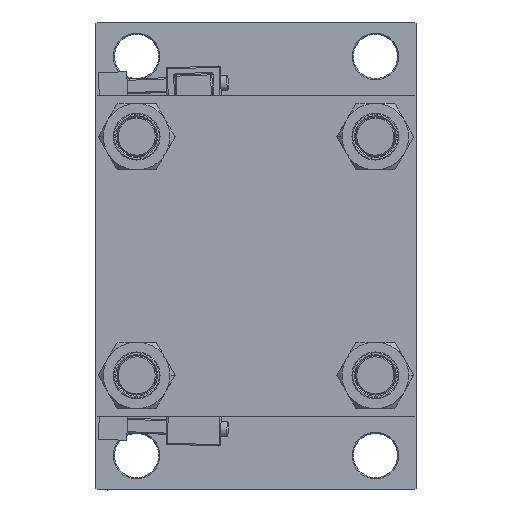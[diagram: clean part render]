
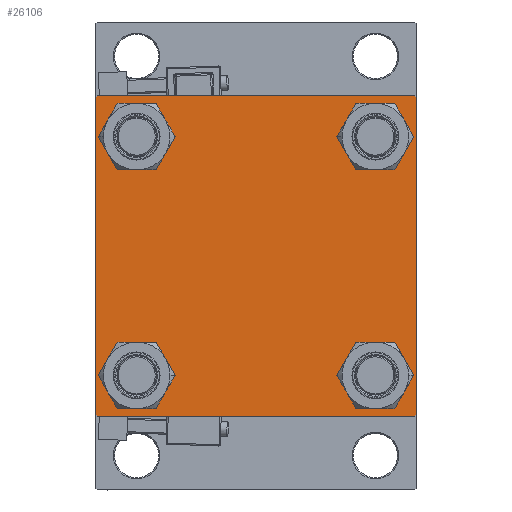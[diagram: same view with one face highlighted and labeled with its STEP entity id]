
A CAD part, left-side view. The second image highlights one B-rep face of the part: STEP entity #26106.
In plain terms, the highlighted planar face has unit normal (-1, 0, 0).
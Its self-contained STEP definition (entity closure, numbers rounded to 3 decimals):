
#725 = CIRCLE ( 'NONE', #43405, 8.5 ) ;
#930 = LINE ( 'NONE', #35718, #41641 ) ;
#2068 = CARTESIAN_POINT ( 'NONE',  ( 0., -48.45, 48.45 ) ) ;
#2469 = DIRECTION ( 'NONE',  ( 0., 0., 1. ) ) ;
#2729 = CARTESIAN_POINT ( 'NONE',  ( 0., -48.45, -48.45 ) ) ;
#3124 = VECTOR ( 'NONE', #11697, 1000. ) ;
#3190 = LINE ( 'NONE', #33953, #31360 ) ;
#3981 = CARTESIAN_POINT ( 'NONE',  ( 0., -48.45, -56.95 ) ) ;
#4248 = CARTESIAN_POINT ( 'NONE',  ( 0., 65., -65. ) ) ;
#4418 = CARTESIAN_POINT ( 'NONE',  ( 0., 48.45, -39.95 ) ) ;
#4809 = EDGE_CURVE ( 'NONE', #23228, #44210, #8730, .T. ) ;
#4836 = CARTESIAN_POINT ( 'NONE',  ( 0., 65., 64.5 ) ) ;
#4989 = ORIENTED_EDGE ( 'NONE', *, *, #16044, .F. ) ;
#5219 = EDGE_CURVE ( 'NONE', #20623, #32993, #42471, .T. ) ;
#6068 = AXIS2_PLACEMENT_3D ( 'NONE', #20880, #42659, #13067 ) ;
#6476 = CARTESIAN_POINT ( 'NONE',  ( 0., 64.5, -65. ) ) ;
#6789 = DIRECTION ( 'NONE',  ( 0., -1., 0. ) ) ;
#8518 = CIRCLE ( 'NONE', #6068, 8.5 ) ;
#8730 = CIRCLE ( 'NONE', #45787, 8.5 ) ;
#8813 = DIRECTION ( 'NONE',  ( 0., 0., 1. ) ) ;
#9049 = CARTESIAN_POINT ( 'NONE',  ( 0., 48.45, 56.95 ) ) ;
#9452 = LINE ( 'NONE', #48048, #14125 ) ;
#9565 = LINE ( 'NONE', #40343, #14745 ) ;
#9794 = DIRECTION ( 'NONE',  ( 0., 0., 1. ) ) ;
#9920 = CARTESIAN_POINT ( 'NONE',  ( 0., -48.45, -39.95 ) ) ;
#10035 = ORIENTED_EDGE ( 'NONE', *, *, #5219, .T. ) ;
#10222 = VERTEX_POINT ( 'NONE', #31939 ) ;
#10815 = DIRECTION ( 'NONE',  ( 1., 0., 0. ) ) ;
#10987 = ORIENTED_EDGE ( 'NONE', *, *, #42594, .T. ) ;
#11206 = VECTOR ( 'NONE', #15589, 1000. ) ;
#11697 = DIRECTION ( 'NONE',  ( 0., 0.707, 0.707 ) ) ;
#11743 = CARTESIAN_POINT ( 'NONE',  ( 0., -48.45, 48.45 ) ) ;
#12697 = CARTESIAN_POINT ( 'NONE',  ( 0., -64.75, 64.75 ) ) ;
#12888 = FACE_BOUND ( 'NONE', #38029, .T. ) ;
#13067 = DIRECTION ( 'NONE',  ( 0., 0., 1. ) ) ;
#13184 = VERTEX_POINT ( 'NONE', #49913 ) ;
#13378 = PLANE ( 'NONE',  #45632 ) ;
#13411 = DIRECTION ( 'NONE',  ( 1., 0., 0. ) ) ;
#13579 = ORIENTED_EDGE ( 'NONE', *, *, #15101, .T. ) ;
#14104 = CARTESIAN_POINT ( 'NONE',  ( 0., 65., 65. ) ) ;
#14125 = VECTOR ( 'NONE', #40483, 1000. ) ;
#14132 = ORIENTED_EDGE ( 'NONE', *, *, #23650, .T. ) ;
#14416 = AXIS2_PLACEMENT_3D ( 'NONE', #14854, #10815, #26200 ) ;
#14745 = VECTOR ( 'NONE', #40835, 1000. ) ;
#14854 = CARTESIAN_POINT ( 'NONE',  ( 0., 48.45, 48.45 ) ) ;
#15101 = EDGE_CURVE ( 'NONE', #48869, #37333, #9565, .T. ) ;
#15589 = DIRECTION ( 'NONE',  ( 0., -1., 0. ) ) ;
#16044 = EDGE_CURVE ( 'NONE', #29626, #32993, #18378, .T. ) ;
#16372 = ORIENTED_EDGE ( 'NONE', *, *, #47812, .F. ) ;
#16965 = EDGE_CURVE ( 'NONE', #46206, #29313, #20423, .T. ) ;
#17427 = VERTEX_POINT ( 'NONE', #30438 ) ;
#18378 = LINE ( 'NONE', #14104, #21210 ) ;
#18734 = CARTESIAN_POINT ( 'NONE',  ( 0., 48.45, 39.95 ) ) ;
#18933 = AXIS2_PLACEMENT_3D ( 'NONE', #11743, #42254, #23092 ) ;
#20423 = CIRCLE ( 'NONE', #21240, 8.5 ) ;
#20447 = FACE_BOUND ( 'NONE', #40770, .T. ) ;
#20623 = VERTEX_POINT ( 'NONE', #27829 ) ;
#20880 = CARTESIAN_POINT ( 'NONE',  ( 0., 48.45, -48.45 ) ) ;
#21210 = VECTOR ( 'NONE', #6789, 1000. ) ;
#21240 = AXIS2_PLACEMENT_3D ( 'NONE', #37317, #26457, #49172 ) ;
#22653 = EDGE_CURVE ( 'NONE', #13184, #10222, #46726, .T. ) ;
#22658 = LINE ( 'NONE', #4248, #11206 ) ;
#22934 = AXIS2_PLACEMENT_3D ( 'NONE', #2729, #25685, #9794 ) ;
#23092 = DIRECTION ( 'NONE',  ( 0., 0., 1. ) ) ;
#23105 = EDGE_CURVE ( 'NONE', #44210, #23228, #34251, .T. ) ;
#23228 = VERTEX_POINT ( 'NONE', #3981 ) ;
#23650 = EDGE_CURVE ( 'NONE', #30081, #17427, #27810, .T. ) ;
#23799 = VERTEX_POINT ( 'NONE', #32422 ) ;
#24471 = EDGE_CURVE ( 'NONE', #29626, #48869, #9452, .T. ) ;
#24485 = FACE_BOUND ( 'NONE', #44839, .T. ) ;
#24991 = DIRECTION ( 'NONE',  ( -1., 0., 0. ) ) ;
#25685 = DIRECTION ( 'NONE',  ( 1., 0., 0. ) ) ;
#26106 = ADVANCED_FACE ( 'NONE', ( #12888, #24485, #36092, #20447, #36345 ), #13378, .T. ) ;
#26200 = DIRECTION ( 'NONE',  ( 0., 0., 1. ) ) ;
#26457 = DIRECTION ( 'NONE',  ( 1., 0., 0. ) ) ;
#27035 = CARTESIAN_POINT ( 'NONE',  ( 0., -64.75, -64.75 ) ) ;
#27633 = VERTEX_POINT ( 'NONE', #4418 ) ;
#27810 = CIRCLE ( 'NONE', #18933, 8.5 ) ;
#27829 = CARTESIAN_POINT ( 'NONE',  ( 0., -65., 64.5 ) ) ;
#29313 = VERTEX_POINT ( 'NONE', #9049 ) ;
#29482 = ORIENTED_EDGE ( 'NONE', *, *, #4809, .T. ) ;
#29626 = VERTEX_POINT ( 'NONE', #35497 ) ;
#29808 = DIRECTION ( 'NONE',  ( 0., 0., 1. ) ) ;
#30008 = CARTESIAN_POINT ( 'NONE',  ( 0., -64.5, 65. ) ) ;
#30081 = VERTEX_POINT ( 'NONE', #34067 ) ;
#30438 = CARTESIAN_POINT ( 'NONE',  ( 0., -48.45, 39.95 ) ) ;
#30526 = ORIENTED_EDGE ( 'NONE', *, *, #22653, .T. ) ;
#31326 = ORIENTED_EDGE ( 'NONE', *, *, #23105, .T. ) ;
#31360 = VECTOR ( 'NONE', #46058, 1000. ) ;
#31635 = ORIENTED_EDGE ( 'NONE', *, *, #47498, .T. ) ;
#31838 = EDGE_CURVE ( 'NONE', #29313, #46206, #47427, .T. ) ;
#31889 = CIRCLE ( 'NONE', #43981, 8.5 ) ;
#31939 = CARTESIAN_POINT ( 'NONE',  ( 0., -65., -64.5 ) ) ;
#32422 = CARTESIAN_POINT ( 'NONE',  ( 0., 48.45, -56.95 ) ) ;
#32490 = CARTESIAN_POINT ( 'NONE',  ( 0., -48.45, -48.45 ) ) ;
#32993 = VERTEX_POINT ( 'NONE', #30008 ) ;
#33953 = CARTESIAN_POINT ( 'NONE',  ( 0., -65., 65. ) ) ;
#34007 = ORIENTED_EDGE ( 'NONE', *, *, #24471, .T. ) ;
#34067 = CARTESIAN_POINT ( 'NONE',  ( 0., -48.45, 56.95 ) ) ;
#34251 = CIRCLE ( 'NONE', #22934, 8.5 ) ;
#34725 = DIRECTION ( 'NONE',  ( 0., -0.707, -0.707 ) ) ;
#34978 = ORIENTED_EDGE ( 'NONE', *, *, #31838, .T. ) ;
#35497 = CARTESIAN_POINT ( 'NONE',  ( 0., 64.5, 65. ) ) ;
#35718 = CARTESIAN_POINT ( 'NONE',  ( 0., 64.75, -64.75 ) ) ;
#36092 = FACE_BOUND ( 'NONE', #40597, .T. ) ;
#36305 = CARTESIAN_POINT ( 'NONE',  ( 0., 48.45, -48.45 ) ) ;
#36345 = FACE_OUTER_BOUND ( 'NONE', #44480, .T. ) ;
#36614 = EDGE_CURVE ( 'NONE', #23799, #27633, #8518, .T. ) ;
#37317 = CARTESIAN_POINT ( 'NONE',  ( 0., 48.45, 48.45 ) ) ;
#37333 = VERTEX_POINT ( 'NONE', #48508 ) ;
#37508 = DIRECTION ( 'NONE',  ( 1., 0., 0. ) ) ;
#38029 = EDGE_LOOP ( 'NONE', ( #14132, #47493 ) ) ;
#39867 = DIRECTION ( 'NONE',  ( 0., 0., 1. ) ) ;
#39887 = VERTEX_POINT ( 'NONE', #6476 ) ;
#40092 = EDGE_CURVE ( 'NONE', #17427, #30081, #31889, .T. ) ;
#40343 = CARTESIAN_POINT ( 'NONE',  ( 0., 65., 65. ) ) ;
#40483 = DIRECTION ( 'NONE',  ( 0., 0.707, -0.707 ) ) ;
#40597 = EDGE_LOOP ( 'NONE', ( #49067, #43460 ) ) ;
#40770 = EDGE_LOOP ( 'NONE', ( #34978, #42653 ) ) ;
#40835 = DIRECTION ( 'NONE',  ( 0., 0., -1. ) ) ;
#41560 = VECTOR ( 'NONE', #42421, 1000. ) ;
#41641 = VECTOR ( 'NONE', #34725, 1000. ) ;
#42254 = DIRECTION ( 'NONE',  ( 1., 0., 0. ) ) ;
#42421 = DIRECTION ( 'NONE',  ( 0., -0.707, 0.707 ) ) ;
#42471 = LINE ( 'NONE', #12697, #3124 ) ;
#42594 = EDGE_CURVE ( 'NONE', #37333, #39887, #930, .T. ) ;
#42653 = ORIENTED_EDGE ( 'NONE', *, *, #16965, .T. ) ;
#42659 = DIRECTION ( 'NONE',  ( 1., 0., 0. ) ) ;
#43405 = AXIS2_PLACEMENT_3D ( 'NONE', #36305, #47161, #8813 ) ;
#43460 = ORIENTED_EDGE ( 'NONE', *, *, #36614, .T. ) ;
#43981 = AXIS2_PLACEMENT_3D ( 'NONE', #2068, #13411, #29808 ) ;
#44158 = CARTESIAN_POINT ( 'NONE',  ( 0., 0., 0. ) ) ;
#44210 = VERTEX_POINT ( 'NONE', #9920 ) ;
#44480 = EDGE_LOOP ( 'NONE', ( #13579, #10987, #31635, #30526, #16372, #10035, #4989, #34007 ) ) ;
#44839 = EDGE_LOOP ( 'NONE', ( #31326, #29482 ) ) ;
#45632 = AXIS2_PLACEMENT_3D ( 'NONE', #44158, #24991, #39867 ) ;
#45787 = AXIS2_PLACEMENT_3D ( 'NONE', #32490, #37508, #2469 ) ;
#46058 = DIRECTION ( 'NONE',  ( 0., 0., -1. ) ) ;
#46206 = VERTEX_POINT ( 'NONE', #18734 ) ;
#46480 = EDGE_CURVE ( 'NONE', #27633, #23799, #725, .T. ) ;
#46726 = LINE ( 'NONE', #27035, #41560 ) ;
#47161 = DIRECTION ( 'NONE',  ( 1., 0., 0. ) ) ;
#47427 = CIRCLE ( 'NONE', #14416, 8.5 ) ;
#47493 = ORIENTED_EDGE ( 'NONE', *, *, #40092, .T. ) ;
#47498 = EDGE_CURVE ( 'NONE', #39887, #13184, #22658, .T. ) ;
#47812 = EDGE_CURVE ( 'NONE', #20623, #10222, #3190, .T. ) ;
#48048 = CARTESIAN_POINT ( 'NONE',  ( 0., 64.75, 64.75 ) ) ;
#48508 = CARTESIAN_POINT ( 'NONE',  ( 0., 65., -64.5 ) ) ;
#48869 = VERTEX_POINT ( 'NONE', #4836 ) ;
#49067 = ORIENTED_EDGE ( 'NONE', *, *, #46480, .T. ) ;
#49172 = DIRECTION ( 'NONE',  ( 0., 0., 1. ) ) ;
#49913 = CARTESIAN_POINT ( 'NONE',  ( 0., -64.5, -65. ) ) ;
